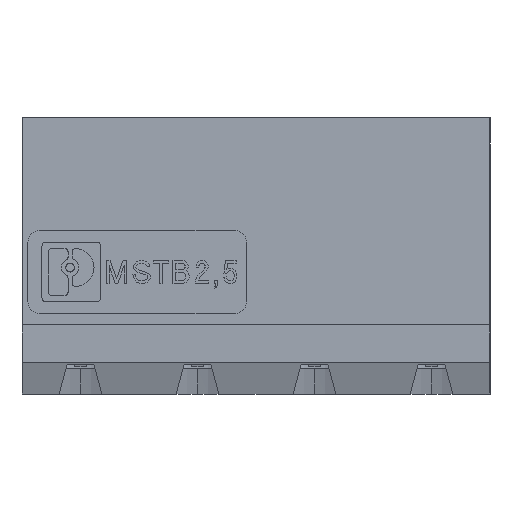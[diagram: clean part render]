
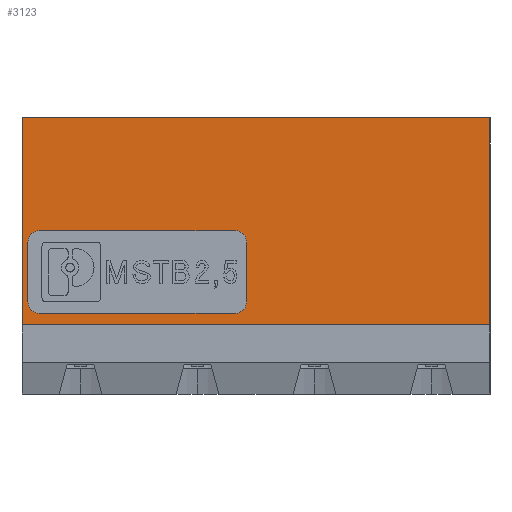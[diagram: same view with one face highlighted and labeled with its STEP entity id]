
A CAD part, top view. The second image highlights one B-rep face of the part: STEP entity #3123.
In plain terms, the highlighted planar face has unit normal (0, 0, 1).
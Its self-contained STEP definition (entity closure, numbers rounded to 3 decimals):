
#3123=ADVANCED_FACE('',(#5956,#5957),#5958,.T.);
#5956=FACE_OUTER_BOUND('',#20262,.T.);
#5957=FACE_BOUND('',#20263,.T.);
#5958=PLANE('',#20264);
#20262=EDGE_LOOP('',(#24691,#24692,#24693,#24694));
#20263=EDGE_LOOP('',(#24695,#24696,#24697,#24698,#24699,#24700,#24701,#24702));
#20264=AXIS2_PLACEMENT_3D('',#24703,#24704,#24705);
#24691=ORIENTED_EDGE('',*,*,#28272,.T.);
#24692=ORIENTED_EDGE('',*,*,#28251,.F.);
#24693=ORIENTED_EDGE('',*,*,#28398,.T.);
#24694=ORIENTED_EDGE('',*,*,#27845,.F.);
#24695=ORIENTED_EDGE('',*,*,#28297,.T.);
#24696=ORIENTED_EDGE('',*,*,#28385,.F.);
#24697=ORIENTED_EDGE('',*,*,#28408,.T.);
#24698=ORIENTED_EDGE('',*,*,#28340,.F.);
#24699=ORIENTED_EDGE('',*,*,#28409,.T.);
#24700=ORIENTED_EDGE('',*,*,#28410,.T.);
#24701=ORIENTED_EDGE('',*,*,#28411,.F.);
#24702=ORIENTED_EDGE('',*,*,#28301,.T.);
#24703=CARTESIAN_POINT('',(-0.445,8.5,7.67));
#24704=DIRECTION('',(0.,0.,1.0));
#24705=DIRECTION('',(1.0,0.,0.));
#27845=EDGE_CURVE('',#29830,#29832,#29833,.T.);
#28251=EDGE_CURVE('',#30438,#30440,#30441,.F.);
#28272=EDGE_CURVE('',#29830,#30440,#30472,.F.);
#28297=EDGE_CURVE('',#30505,#30510,#30512,.T.);
#28301=EDGE_CURVE('',#30514,#30505,#30518,.T.);
#28340=EDGE_CURVE('',#30575,#30578,#30579,.F.);
#28385=EDGE_CURVE('',#30639,#30510,#30642,.F.);
#28398=EDGE_CURVE('',#30438,#29832,#30656,.T.);
#28408=EDGE_CURVE('',#30639,#30578,#30669,.F.);
#28409=EDGE_CURVE('',#30575,#30670,#30671,.F.);
#28410=EDGE_CURVE('',#30670,#30672,#30673,.F.);
#28411=EDGE_CURVE('',#30514,#30672,#30674,.T.);
#29830=VERTEX_POINT('',#32735);
#29832=VERTEX_POINT('',#32738);
#29833=LINE('',#32739,#32740);
#30438=VERTEX_POINT('',#33626);
#30440=VERTEX_POINT('',#33629);
#30441=LINE('',#33630,#33631);
#30472=LINE('',#33674,#33675);
#30505=VERTEX_POINT('',#33725);
#30510=VERTEX_POINT('',#33732);
#30512=LINE('',#33735,#33736);
#30514=VERTEX_POINT('',#33738);
#30518=CIRCLE('',#33743,0.5);
#30575=VERTEX_POINT('',#33827);
#30578=VERTEX_POINT('',#33831);
#30579=CIRCLE('',#33832,0.5);
#30639=VERTEX_POINT('',#33920);
#30642=CIRCLE('',#33924,0.5);
#30656=LINE('',#33942,#33943);
#30669=LINE('',#33962,#33963);
#30670=VERTEX_POINT('',#33964);
#30671=LINE('',#33965,#33966);
#30672=VERTEX_POINT('',#33967);
#30673=CIRCLE('',#33968,0.5);
#30674=LINE('',#33969,#33970);
#32735=CARTESIAN_POINT('',(20.32,12.0,7.67));
#32738=CARTESIAN_POINT('',(20.32,3.,7.67));
#32739=CARTESIAN_POINT('',(20.32,0.,7.67));
#32740=VECTOR('',#36456,1.0);
#33626=CARTESIAN_POINT('',(0.,3.,7.67));
#33629=CARTESIAN_POINT('',(0.,12.0,7.67));
#33630=CARTESIAN_POINT('',(0.,10.852,7.67));
#33631=VECTOR('',#36862,1.0);
#33674=CARTESIAN_POINT('',(4.837,12.0,7.67));
#33675=VECTOR('',#36887,1.0);
#33725=CARTESIAN_POINT('',(0.755,7.1,7.67));
#33732=CARTESIAN_POINT('',(9.255,7.1,7.67));
#33735=CARTESIAN_POINT('',(3.612,7.1,7.67));
#33736=VECTOR('',#36908,1.0);
#33738=CARTESIAN_POINT('',(0.255,6.6,7.67));
#33743=AXIS2_PLACEMENT_3D('',#36913,#36914,#36915);
#33827=CARTESIAN_POINT('',(9.255,3.5,7.67));
#33831=CARTESIAN_POINT('',(9.755,4.0,7.67));
#33832=AXIS2_PLACEMENT_3D('',#36944,#36945,#36946);
#33920=CARTESIAN_POINT('',(9.755,6.6,7.67));
#33924=AXIS2_PLACEMENT_3D('',#36986,#36987,#36988);
#33942=CARTESIAN_POINT('',(25.4,3.,7.67));
#33943=VECTOR('',#37002,1.0);
#33962=CARTESIAN_POINT('',(9.755,6.237,7.67));
#33963=VECTOR('',#37009,1.0);
#33964=CARTESIAN_POINT('',(0.755,3.5,7.67));
#33965=CARTESIAN_POINT('',(7.862,3.5,7.67));
#33966=VECTOR('',#37010,1.0);
#33967=CARTESIAN_POINT('',(0.255,4.0,7.67));
#33968=AXIS2_PLACEMENT_3D('',#37011,#37012,#37013);
#33969=CARTESIAN_POINT('',(0.255,6.25,7.67));
#33970=VECTOR('',#37014,1.0);
#36456=DIRECTION('',(0.0,-1.0,0.));
#36862=DIRECTION('',(0.,-1.0,0.));
#36887=DIRECTION('',(1.0,0.,0.));
#36908=DIRECTION('',(1.0,0.,0.));
#36913=CARTESIAN_POINT('',(0.755,6.6,7.67));
#36914=DIRECTION('',(0.,0.,-1.0));
#36915=DIRECTION('',(-1.0,0.,0.));
#36944=CARTESIAN_POINT('',(9.255,4.0,7.67));
#36945=DIRECTION('',(0.,0.0,-1.0));
#36946=DIRECTION('',(1.0,0.,0.));
#36986=CARTESIAN_POINT('',(9.255,6.6,7.67));
#36987=DIRECTION('',(0.,0.0,-1.0));
#36988=DIRECTION('',(1.0,0.,0.));
#37002=DIRECTION('',(1.0,0.,0.));
#37009=DIRECTION('',(0.,1.0,0.));
#37010=DIRECTION('',(1.0,0.,0.));
#37011=CARTESIAN_POINT('',(0.755,4.0,7.67));
#37012=DIRECTION('',(0.,0.,1.0));
#37013=DIRECTION('',(-1.0,0.,0.));
#37014=DIRECTION('',(0.,-1.0,0.));
